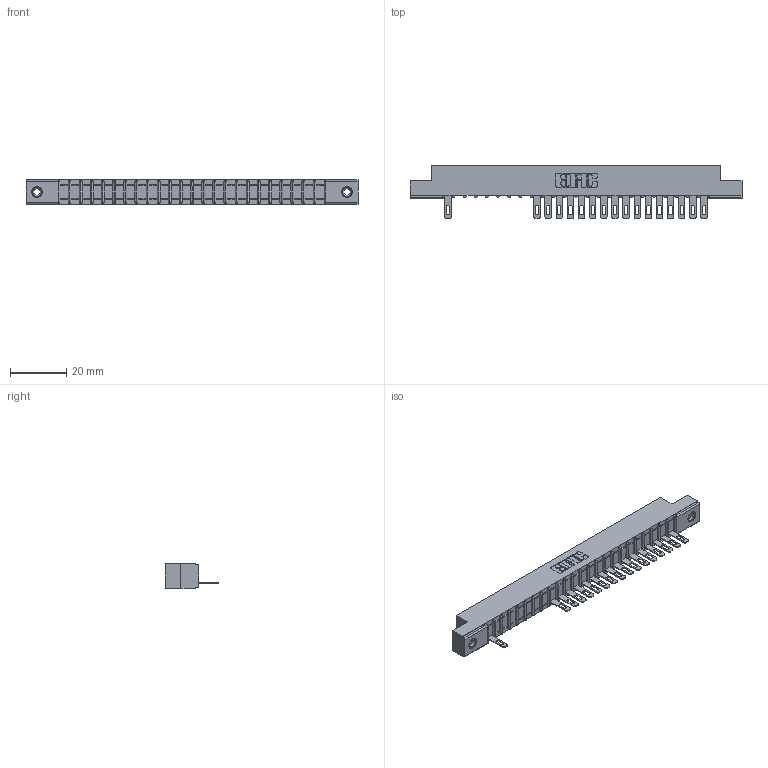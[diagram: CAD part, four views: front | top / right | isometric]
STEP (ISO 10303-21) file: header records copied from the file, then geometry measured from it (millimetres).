
FILE_DESCRIPTION (( 'STEP AP203' ), '1' );
FILE_NAME ('307-024-505-108.STEP', '2018-08-04T05:45:08', ( '' ), ( '' ), 'SwSTEP 2.0', 'SolidWorks 2016', '' );
FILE_SCHEMA (( 'CONFIG_CONTROL_DESIGN' ));
Length unit declared in the file: inch
Products named in the file (4): 307 Part_.156 Dia Mounting Holes; 307-290-001_505; 345-250-001_345-250-003-102; 307-024-505-108
Assembly tree (20 placements, depth 2):
  307-024-505-108
    307 Part_.156 Dia Mounting Holes
    307-290-001_505  x17
    345-250-001_345-250-003-102  x2
Bounding box: 118.11 x 19.18 x 8.71 mm (x, y, z)
Volume: 7367 mm3; surface area: 11043 mm2
Topology: 20 solids, 20 shells, 1295 faces, 3661 edges, 2342 vertices
Faces by surface type: plane 798, cylinder 431, sphere 50, cone 12, torus 4
Entity records: 23729 total; most frequent: CARTESIAN_POINT 4000, ORIENTED_EDGE 3986, DIRECTION 3905, EDGE_CURVE 1993, LINE 1519, VECTOR 1519, VERTEX_POINT 1288, AXIS2_PLACEMENT_3D 1193
